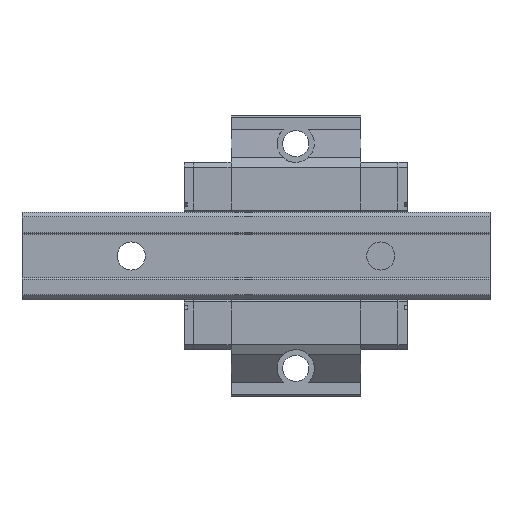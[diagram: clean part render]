
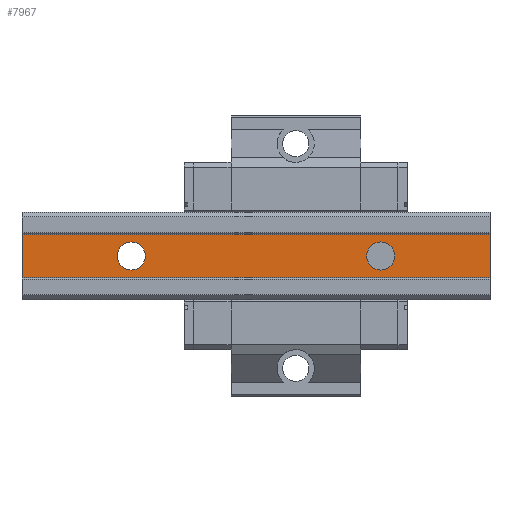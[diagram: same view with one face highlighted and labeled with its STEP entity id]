
A CAD part, front view. The second image highlights one B-rep face of the part: STEP entity #7967.
In plain terms, the highlighted planar face has unit normal (0, -1, 0).
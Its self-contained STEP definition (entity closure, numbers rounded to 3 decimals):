
#142=CIRCLE('',#8499,4.5);
#143=CIRCLE('',#8500,4.5);
#404=ORIENTED_EDGE('',*,*,#2710,.F.);
#405=ORIENTED_EDGE('',*,*,#2711,.F.);
#406=ORIENTED_EDGE('',*,*,#2712,.T.);
#407=ORIENTED_EDGE('',*,*,#2713,.F.);
#408=ORIENTED_EDGE('',*,*,#2714,.F.);
#409=ORIENTED_EDGE('',*,*,#2708,.T.);
#2708=EDGE_CURVE('',#3857,#3856,#4649,.T.);
#2710=EDGE_CURVE('',#3858,#3858,#142,.F.);
#2711=EDGE_CURVE('',#3859,#3859,#143,.F.);
#2712=EDGE_CURVE('',#3856,#3860,#4651,.T.);
#2713=EDGE_CURVE('',#3861,#3860,#4652,.T.);
#2714=EDGE_CURVE('',#3857,#3861,#4653,.T.);
#3856=VERTEX_POINT('',#11387);
#3857=VERTEX_POINT('',#11389);
#3858=VERTEX_POINT('',#11393);
#3859=VERTEX_POINT('',#11395);
#3860=VERTEX_POINT('',#11397);
#3861=VERTEX_POINT('',#11399);
#4649=LINE('',#11388,#5614);
#4651=LINE('',#11396,#5616);
#4652=LINE('',#11398,#5617);
#4653=LINE('',#11400,#5618);
#5614=VECTOR('',#9166,1000.);
#5616=VECTOR('',#9174,1000.);
#5617=VECTOR('',#9175,1000.);
#5618=VECTOR('',#9176,1000.);
#6560=EDGE_LOOP('',(#404));
#6561=EDGE_LOOP('',(#405));
#6562=EDGE_LOOP('',(#406,#407,#408,#409));
#7083=FACE_BOUND('',#6560,.T.);
#7084=FACE_BOUND('',#6561,.T.);
#7085=FACE_BOUND('',#6562,.T.);
#7605=PLANE('',#8498);
#7967=ADVANCED_FACE('',(#7083,#7084,#7085),#7605,.F.);
#8498=AXIS2_PLACEMENT_3D('',#11391,#9168,#9169);
#8499=AXIS2_PLACEMENT_3D('',#11392,#9170,#9171);
#8500=AXIS2_PLACEMENT_3D('',#11394,#9172,#9173);
#9166=DIRECTION('',(-1.,0.,0.));
#9168=DIRECTION('',(0.,1.,0.));
#9169=DIRECTION('',(0.,0.,1.));
#9170=DIRECTION('',(0.,1.,0.));
#9171=DIRECTION('',(0.,0.,1.));
#9172=DIRECTION('',(0.,1.,0.));
#9173=DIRECTION('',(0.,0.,1.));
#9174=DIRECTION('',(0.,0.,-1.));
#9175=DIRECTION('',(-1.,0.,0.));
#9176=DIRECTION('',(0.,0.,-1.));
#11387=CARTESIAN_POINT('',(-75.,0.5,7.));
#11388=CARTESIAN_POINT('',(75.,0.5,7.));
#11389=CARTESIAN_POINT('',(75.,0.5,7.));
#11391=CARTESIAN_POINT('',(75.,0.5,7.));
#11392=CARTESIAN_POINT('',(40.,0.5,0.));
#11393=CARTESIAN_POINT('',(40.,0.5,4.5));
#11394=CARTESIAN_POINT('',(-40.,0.5,0.));
#11395=CARTESIAN_POINT('',(-40.,0.5,4.5));
#11396=CARTESIAN_POINT('',(-75.,0.5,7.));
#11397=CARTESIAN_POINT('',(-75.,0.5,-7.));
#11398=CARTESIAN_POINT('',(75.,0.5,-7.));
#11399=CARTESIAN_POINT('',(75.,0.5,-7.));
#11400=CARTESIAN_POINT('',(75.,0.5,7.));
